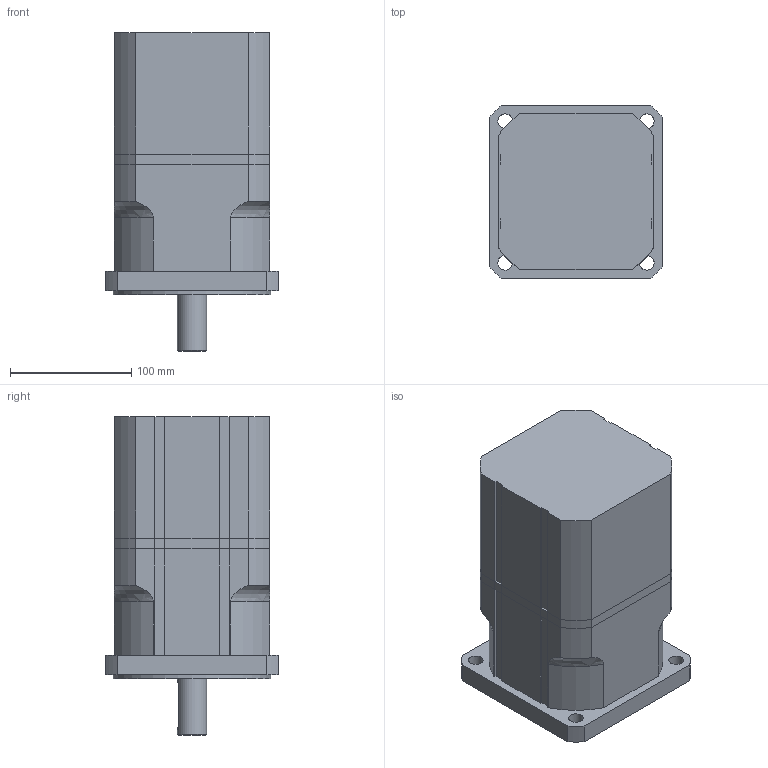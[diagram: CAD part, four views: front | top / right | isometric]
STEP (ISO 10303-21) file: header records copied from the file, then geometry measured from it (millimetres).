
FILE_DESCRIPTION(/* description */ ('Alibre Inc.'),/* implementation_level */ '2;1');
FILE_NAME(/* name */ 'export0',/* time_stamp */ '2011-01-13T09:11:12+01:00',/* author */ (''),/* organization */ (''),/* preprocessor_version */ 'ST-DEVELOPER v12',/* originating_system */ 'Alibre',/* authorisation */ '');
FILE_SCHEMA (('ALIBRE_SCHEMA','CONFIG_CONTROL_DESIGN'));
Length unit declared in the file: millimetre
Products named in the file (5): ID_1
Bounding box: 142 x 142 x 262.5 mm (x, y, z)
Volume: 3855934.3 mm3; surface area: 209034.1 mm2
Topology: 4 solids, 4 shells, 175 faces, 471 edges, 314 vertices
Faces by surface type: plane 87, cylinder 72, bspline 8, torus 4, cone 4
Full cylindrical faces by diameter (mm): 2.7 x4, 20 x5, 22 x2, 24 x1, 52 x1, 130 x1
Entity records: 18440 total; most frequent: CARTESIAN_POINT 4776, ORIENTED_EDGE 2088, DIRECTION 2057, EDGE_CURVE 1044, AXIS2_PLACEMENT_3D 768, VERTEX_POINT 732, VECTOR 732, LINE 685
